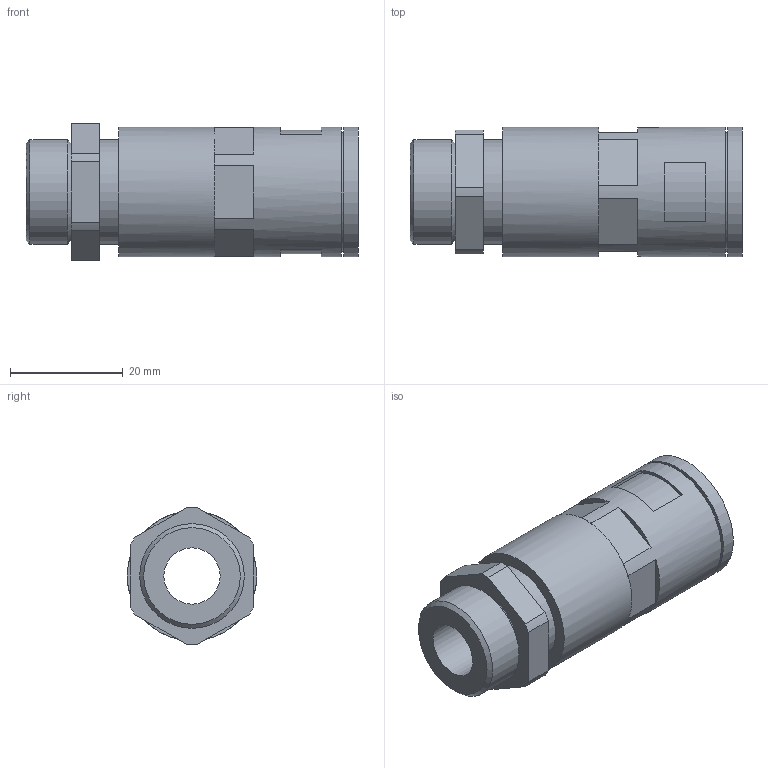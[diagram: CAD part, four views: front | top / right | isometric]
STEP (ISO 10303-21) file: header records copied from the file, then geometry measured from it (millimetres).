
FILE_DESCRIPTION( ( 'STEP AP203' ), '1' );
FILE_NAME( 'FLEXA RQGZ1-P 5020.060.211.stp', '2020-03-27T13:22:30', ( 'License CC BY-ND 4.0' ), ( 'CADENAS' ), ' ', 'PARTsolutions', ' ' );
FILE_SCHEMA( ( 'CONFIG_CONTROL_DESIGN' ) );
Length unit declared in the file: millimetre
Products named in the file (1): _FLEXA RQGZ1-P 5020.060.211
Bounding box: 59 x 23.02 x 24.49 mm (x, y, z)
Volume: 15781.1 mm3; surface area: 7521 mm2
Topology: 1 solids, 1 shells, 53 faces, 128 edges, 85 vertices
Faces by surface type: plane 35, cylinder 16, cone 2
Full cylindrical faces by diameter (mm): 10 x1, 15.8 x1, 18.6 x2, 21 x1, 23 x2, 23.02 x1
Entity records: 1520 total; most frequent: DIRECTION 270, CARTESIAN_POINT 248, ORIENTED_EDGE 226, EDGE_CURVE 113, AXIS2_PLACEMENT_3D 103, VERTEX_POINT 81, EDGE_LOOP 74, LINE 64
